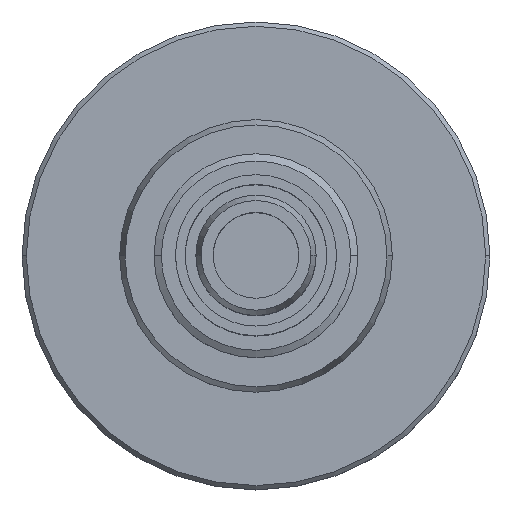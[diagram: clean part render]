
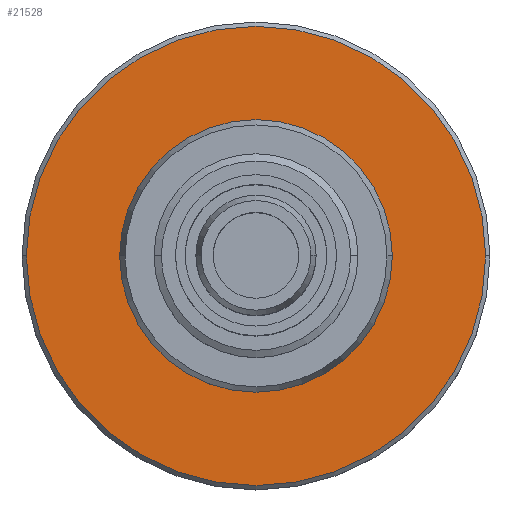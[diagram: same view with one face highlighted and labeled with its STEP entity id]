
A CAD part, top view. The second image highlights one B-rep face of the part: STEP entity #21528.
In plain terms, the highlighted planar face has unit normal (0, 0, 1).
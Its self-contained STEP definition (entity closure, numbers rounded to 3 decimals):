
#721 = CARTESIAN_POINT ( 'NONE',  ( 0., -0.001, 26.5 ) ) ;
#6804 = EDGE_LOOP ( 'NONE', ( #7083, #57419 ) ) ;
#7083 = ORIENTED_EDGE ( 'NONE', *, *, #25563, .F. ) ;
#8133 = DIRECTION ( 'NONE',  ( 0., 0., 1. ) ) ;
#8967 = CARTESIAN_POINT ( 'NONE',  ( 0., -0.001, 26.5 ) ) ;
#16276 = ORIENTED_EDGE ( 'NONE', *, *, #23739, .T. ) ;
#17710 = DIRECTION ( 'NONE',  ( -1., 0., 0. ) ) ;
#21528 = ADVANCED_FACE ( 'NONE', ( #41349, #95604 ), #91219, .F. ) ;
#21710 = VERTEX_POINT ( 'NONE', #68356 ) ;
#22203 = DIRECTION ( 'NONE',  ( 1., 0., 0. ) ) ;
#23739 = EDGE_CURVE ( 'NONE', #42634, #63678, #33215, .T. ) ;
#24289 = DIRECTION ( 'NONE',  ( 1., 0., 0. ) ) ;
#25563 = EDGE_CURVE ( 'NONE', #21710, #80721, #72397, .T. ) ;
#29090 = CIRCLE ( 'NONE', #79375, 10.7 ) ;
#33215 = CIRCLE ( 'NONE', #40908, 10.7 ) ;
#36507 = DIRECTION ( 'NONE',  ( 0., 0., 1. ) ) ;
#38782 = DIRECTION ( 'NONE',  ( 0., 0., 1. ) ) ;
#40908 = AXIS2_PLACEMENT_3D ( 'NONE', #60437, #38782, #24289 ) ;
#41349 = FACE_BOUND ( 'NONE', #6804, .T. ) ;
#42634 = VERTEX_POINT ( 'NONE', #73041 ) ;
#46118 = DIRECTION ( 'NONE',  ( 0., 0., -1. ) ) ;
#49566 = AXIS2_PLACEMENT_3D ( 'NONE', #69306, #46118, #17710 ) ;
#53668 = EDGE_CURVE ( 'NONE', #80721, #21710, #90828, .T. ) ;
#57419 = ORIENTED_EDGE ( 'NONE', *, *, #53668, .F. ) ;
#58474 = CARTESIAN_POINT ( 'NONE',  ( 0., -0.001, 26.5 ) ) ;
#60392 = DIRECTION ( 'NONE',  ( 1., 0., 0. ) ) ;
#60437 = CARTESIAN_POINT ( 'NONE',  ( 0., -0.001, 26.5 ) ) ;
#60789 = EDGE_LOOP ( 'NONE', ( #16276, #86761 ) ) ;
#63678 = VERTEX_POINT ( 'NONE', #80558 ) ;
#65936 = CARTESIAN_POINT ( 'NONE',  ( -6.35, -0.001, 26.5 ) ) ;
#66826 = DIRECTION ( 'NONE',  ( 1., 0., 0. ) ) ;
#68356 = CARTESIAN_POINT ( 'NONE',  ( 6.35, -0.001, 26.5 ) ) ;
#69306 = CARTESIAN_POINT ( 'NONE',  ( 0., 6.349, 26.5 ) ) ;
#72397 = CIRCLE ( 'NONE', #78116, 6.35 ) ;
#73041 = CARTESIAN_POINT ( 'NONE',  ( -10.7, -0.001, 26.5 ) ) ;
#78116 = AXIS2_PLACEMENT_3D ( 'NONE', #721, #8133, #60392 ) ;
#79375 = AXIS2_PLACEMENT_3D ( 'NONE', #58474, #36507, #66826 ) ;
#80558 = CARTESIAN_POINT ( 'NONE',  ( 10.7, -0.001, 26.5 ) ) ;
#80721 = VERTEX_POINT ( 'NONE', #65936 ) ;
#80786 = AXIS2_PLACEMENT_3D ( 'NONE', #8967, #82143, #22203 ) ;
#82143 = DIRECTION ( 'NONE',  ( 0., 0., 1. ) ) ;
#84554 = EDGE_CURVE ( 'NONE', #63678, #42634, #29090, .T. ) ;
#86761 = ORIENTED_EDGE ( 'NONE', *, *, #84554, .T. ) ;
#90828 = CIRCLE ( 'NONE', #80786, 6.35 ) ;
#91219 = PLANE ( 'NONE',  #49566 ) ;
#95604 = FACE_OUTER_BOUND ( 'NONE', #60789, .T. ) ;
